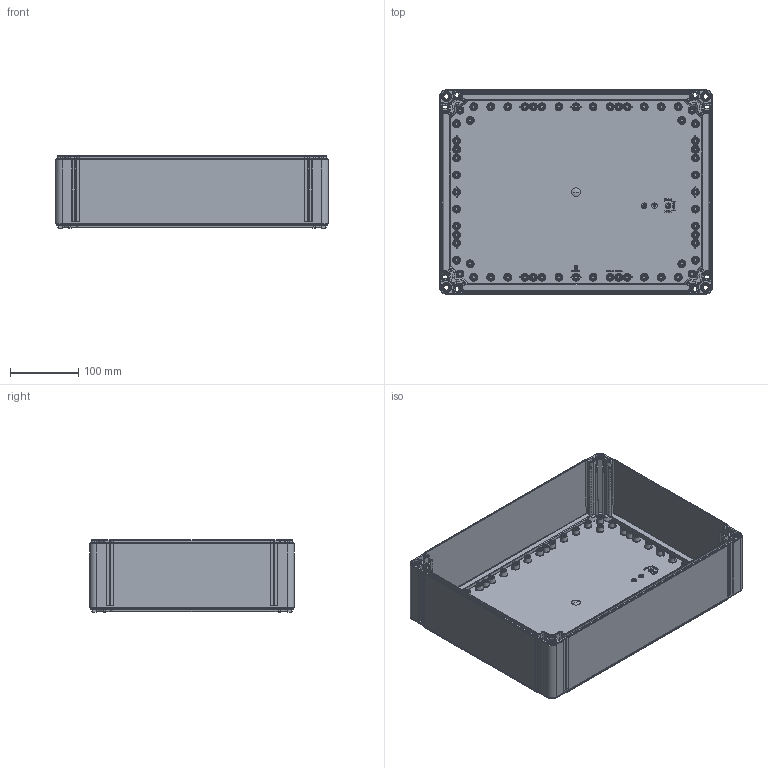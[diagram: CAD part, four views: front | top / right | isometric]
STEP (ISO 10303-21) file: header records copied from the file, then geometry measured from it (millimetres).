
FILE_DESCRIPTION((''),'2;1');
FILE_NAME('OPCP304010B','2020-06-15T11:13:52',('kjell_andersson'),(''),'CREO PARAMETRIC BY PTC INC, 2019224','CREO PARAMETRIC BY PTC INC, 2019224','');
FILE_SCHEMA(('AUTOMOTIVE_DESIGN { 1 0 10303 214 1 1 1 1 }'));
Products named in the file (1): OPCP304010B
Bounding box: 400 x 300 x 106 mm (x, y, z)
Volume: 1257622.7 mm3; surface area: 614069.4 mm2
Topology: 1 solids, 1 shells, 3292 faces, 9290 edges, 6975 vertices
Faces by surface type: plane 1610, cylinder 600, cone 496, torus 368, bspline 216, sphere 2
Entity records: 150801 total; most frequent: CARTESIAN_POINT 40420, DIRECTION 16896, ORIENTED_EDGE 16756, PRESENTATION_STYLE_ASSIGNMENT 8760, STYLED_ITEM 8760, CURVE_STYLE 8759, EDGE_CURVE 8378, VECTOR 6237
